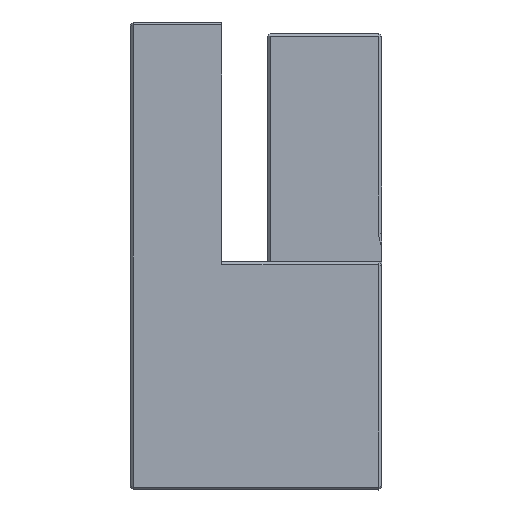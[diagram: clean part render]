
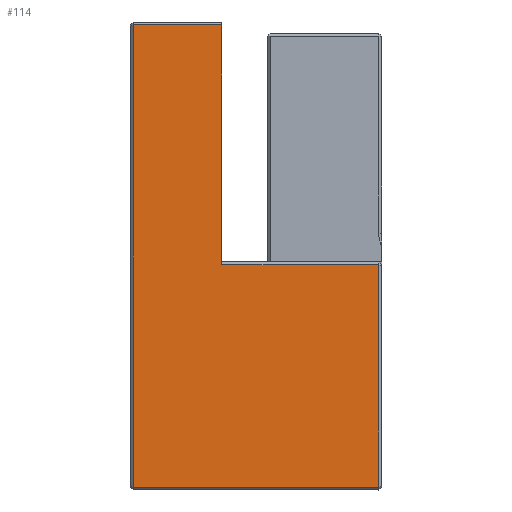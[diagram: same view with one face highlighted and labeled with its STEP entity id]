
A CAD part, left-side view. The second image highlights one B-rep face of the part: STEP entity #114.
In plain terms, the highlighted planar face has unit normal (-1, 0, 0).
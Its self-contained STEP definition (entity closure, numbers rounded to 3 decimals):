
#114 = ADVANCED_FACE( '', ( #226 ), #227, .T. );
#226 = FACE_OUTER_BOUND( '', #370, .T. );
#227 = PLANE( '', #371 );
#370 = EDGE_LOOP( '', ( #751, #752, #753, #754, #755, #756 ) );
#371 = AXIS2_PLACEMENT_3D( '', #757, #758, #759 );
#751 = ORIENTED_EDGE( '', *, *, #1089, .T. );
#752 = ORIENTED_EDGE( '', *, *, #1090, .T. );
#753 = ORIENTED_EDGE( '', *, *, #1091, .F. );
#754 = ORIENTED_EDGE( '', *, *, #1084, .T. );
#755 = ORIENTED_EDGE( '', *, *, #1088, .T. );
#756 = ORIENTED_EDGE( '', *, *, #1092, .T. );
#757 = CARTESIAN_POINT( '', ( -13.5, -11.001, 64.25 ) );
#758 = DIRECTION( '', ( -1., 0., 0. ) );
#759 = DIRECTION( '', ( 0., 0., -1. ) );
#1084 = EDGE_CURVE( '', #1318, #1333, #1336, .T. );
#1088 = EDGE_CURVE( '', #1333, #1339, #1341, .T. );
#1089 = EDGE_CURVE( '', #1342, #1343, #1344, .T. );
#1090 = EDGE_CURVE( '', #1343, #1345, #1346, .T. );
#1091 = EDGE_CURVE( '', #1318, #1345, #1347, .T. );
#1092 = EDGE_CURVE( '', #1339, #1342, #1348, .T. );
#1318 = VERTEX_POINT( '', #1715 );
#1333 = VERTEX_POINT( '', #1740 );
#1336 = LINE( '', #1745, #1746 );
#1339 = VERTEX_POINT( '', #1751 );
#1341 = LINE( '', #1754, #1755 );
#1342 = VERTEX_POINT( '', #1756 );
#1343 = VERTEX_POINT( '', #1757 );
#1344 = LINE( '', #1758, #1759 );
#1345 = VERTEX_POINT( '', #1760 );
#1346 = LINE( '', #1761, #1762 );
#1347 = LINE( '', #1763, #1764 );
#1348 = LINE( '', #1765, #1766 );
#1715 = CARTESIAN_POINT( '', ( -13.5, -10.75, 64.25 ) );
#1740 = CARTESIAN_POINT( '', ( -13.5, -10.75, 83.75 ) );
#1745 = CARTESIAN_POINT( '', ( -13.5, -10.75, 64.25 ) );
#1746 = VECTOR( '', #2001, 1000. );
#1751 = CARTESIAN_POINT( '', ( -13.5, 3., 83.75 ) );
#1754 = CARTESIAN_POINT( '', ( -13.5, -11.001, 83.75 ) );
#1755 = VECTOR( '', #2005, 1000. );
#1756 = CARTESIAN_POINT( '', ( -13.5, 3., 104.75 ) );
#1757 = CARTESIAN_POINT( '', ( -13.5, 10.75, 104.75 ) );
#1758 = CARTESIAN_POINT( '', ( -13.5, -11.001, 104.75 ) );
#1759 = VECTOR( '', #2006, 1000. );
#1760 = CARTESIAN_POINT( '', ( -13.5, 10.75, 64.25 ) );
#1761 = CARTESIAN_POINT( '', ( -13.5, 10.75, 64.25 ) );
#1762 = VECTOR( '', #2007, 1000. );
#1763 = CARTESIAN_POINT( '', ( -13.5, -11.001, 64.25 ) );
#1764 = VECTOR( '', #2008, 1000. );
#1765 = CARTESIAN_POINT( '', ( -13.5, 3., 64.25 ) );
#1766 = VECTOR( '', #2009, 1000. );
#2001 = DIRECTION( '', ( 0., 0., 1. ) );
#2005 = DIRECTION( '', ( 0., 1., 0. ) );
#2006 = DIRECTION( '', ( 0., 1., 0. ) );
#2007 = DIRECTION( '', ( 0., 0., -1. ) );
#2008 = DIRECTION( '', ( 0., 1., 0. ) );
#2009 = DIRECTION( '', ( 0., 0., 1. ) );
